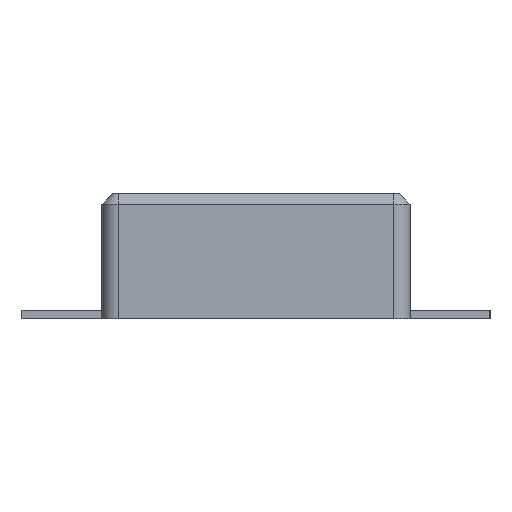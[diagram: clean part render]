
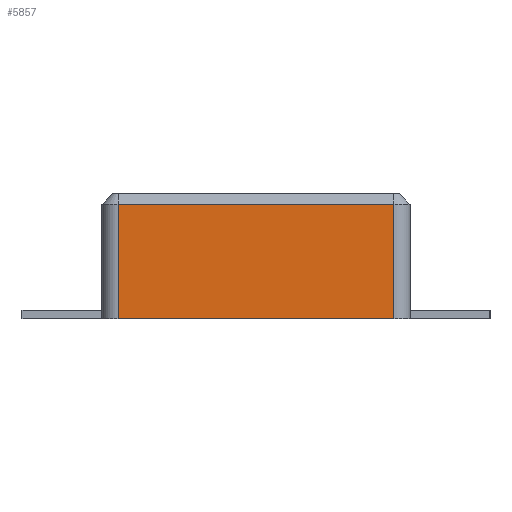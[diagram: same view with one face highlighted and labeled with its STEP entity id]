
A CAD part, left-side view. The second image highlights one B-rep face of the part: STEP entity #5857.
In plain terms, the highlighted planar face has unit normal (-1, 0, 0).
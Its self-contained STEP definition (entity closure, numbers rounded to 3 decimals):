
#4135 = VERTEX_POINT('',#4136);
#4136 = CARTESIAN_POINT('',(-6.975,1.265,0.));
#4143 = EDGE_CURVE('',#4135,#4144,#4146,.T.);
#4144 = VERTEX_POINT('',#4145);
#4145 = CARTESIAN_POINT('',(-6.975,1.265,1.05));
#4146 = LINE('',#4147,#4148);
#4147 = CARTESIAN_POINT('',(-6.975,1.265,0.));
#4148 = VECTOR('',#4149,1.);
#4149 = DIRECTION('',(0.,0.,1.));
#4169 = VERTEX_POINT('',#4170);
#4170 = CARTESIAN_POINT('',(-6.975,-1.265,0.));
#4177 = EDGE_CURVE('',#4135,#4169,#4178,.T.);
#4178 = LINE('',#4179,#4180);
#4179 = CARTESIAN_POINT('',(-6.975,1.415,0.));
#4180 = VECTOR('',#4181,1.);
#4181 = DIRECTION('',(0.,-1.,0.));
#5857 = ADVANCED_FACE('',(#5858),#5876,.F.);
#5858 = FACE_BOUND('',#5859,.F.);
#5859 = EDGE_LOOP('',(#5860,#5861,#5869,#5875));
#5860 = ORIENTED_EDGE('',*,*,#4143,.T.);
#5861 = ORIENTED_EDGE('',*,*,#5862,.T.);
#5862 = EDGE_CURVE('',#4144,#5863,#5865,.T.);
#5863 = VERTEX_POINT('',#5864);
#5864 = CARTESIAN_POINT('',(-6.975,-1.265,1.05));
#5865 = LINE('',#5866,#5867);
#5866 = CARTESIAN_POINT('',(-6.975,1.265,1.05));
#5867 = VECTOR('',#5868,1.);
#5868 = DIRECTION('',(0.,-1.,0.));
#5869 = ORIENTED_EDGE('',*,*,#5870,.F.);
#5870 = EDGE_CURVE('',#4169,#5863,#5871,.T.);
#5871 = LINE('',#5872,#5873);
#5872 = CARTESIAN_POINT('',(-6.975,-1.265,0.));
#5873 = VECTOR('',#5874,1.);
#5874 = DIRECTION('',(0.,0.,1.));
#5875 = ORIENTED_EDGE('',*,*,#4177,.F.);
#5876 = PLANE('',#5877);
#5877 = AXIS2_PLACEMENT_3D('',#5878,#5879,#5880);
#5878 = CARTESIAN_POINT('',(-6.975,1.415,0.));
#5879 = DIRECTION('',(1.,0.,0.));
#5880 = DIRECTION('',(0.,-1.,0.));
